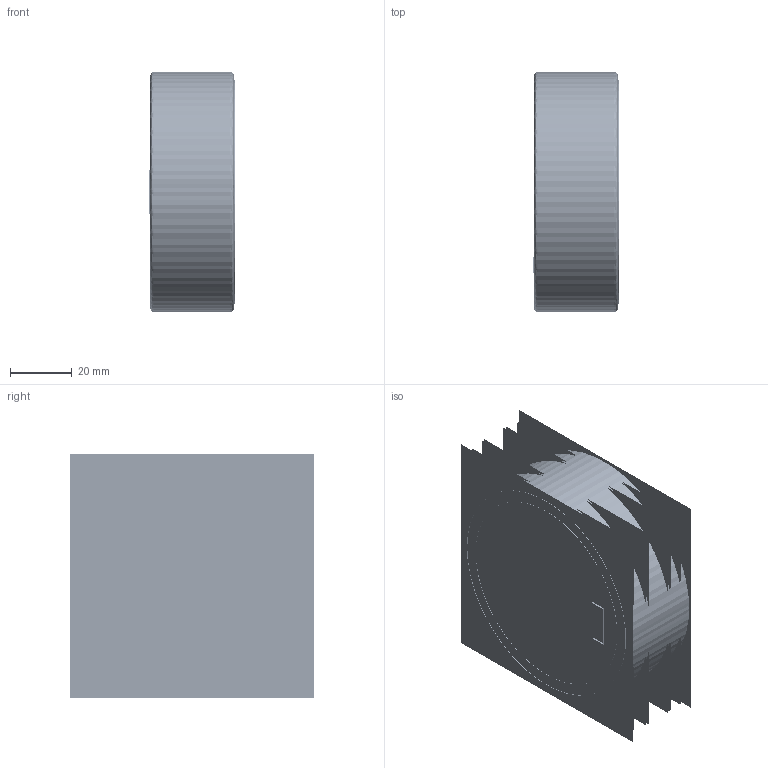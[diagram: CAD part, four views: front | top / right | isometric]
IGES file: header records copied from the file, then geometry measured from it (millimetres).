
Start section:  PTC IGES file: fn473z.igs
Global section: file name: fn473z.igs; native system: Creo Parametric by Parametric Technology Corporation; preprocessor: 2013150; author: sales 4; organization: Unknown; date: 20140325.144016; units: millimetre
Bounding box: 28.08 x 79.04 x 79.06 mm (x, y, z)
Volume: 72146.5 mm3; surface area: 938367 mm2
Topology: 76 solids, 76 shells, 7306 faces, 38466 edges, 48418 vertices
Faces by surface type: bspline 3952, revolution 3354
